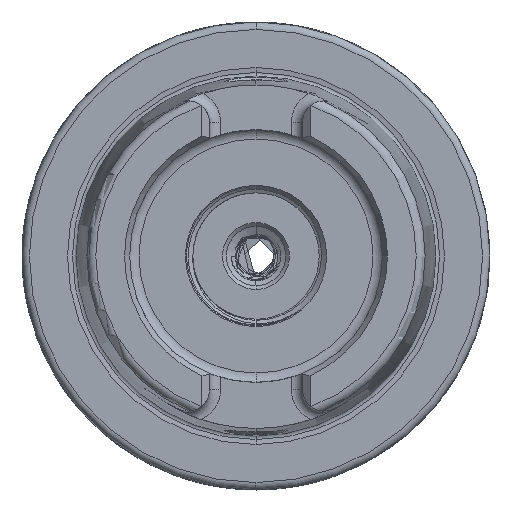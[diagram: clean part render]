
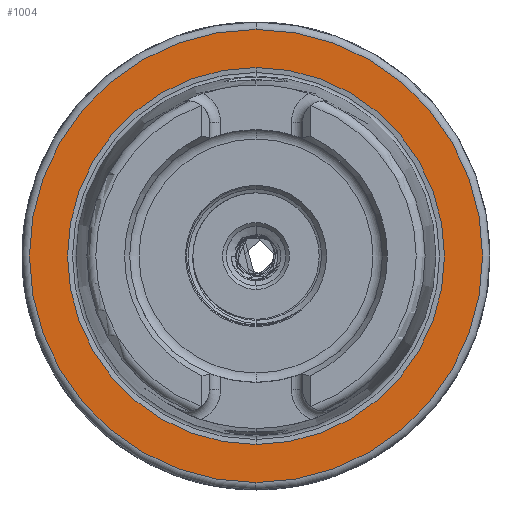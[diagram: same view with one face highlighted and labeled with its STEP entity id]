
A CAD part, left-side view. The second image highlights one B-rep face of the part: STEP entity #1004.
In plain terms, the highlighted planar face has unit normal (-1, 0, 0).
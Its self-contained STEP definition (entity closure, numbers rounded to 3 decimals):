
#1004 = ADVANCED_FACE ( 'NONE', ( #5701, #5733 ), #3640, .T. ) ;
#3613 = DIRECTION ( 'NONE',  ( 0., 0., 1. ) ) ;
#3629 = DIRECTION ( 'NONE',  ( -1., 0., 0. ) ) ;
#3631 = CARTESIAN_POINT ( 'NONE',  ( 0., 25.369, 0. ) ) ;
#3640 = PLANE ( 'NONE',  #11001 ) ;
#3851 = AXIS2_PLACEMENT_3D ( 'NONE', #16173, #16202, #16180 ) ;
#3853 = AXIS2_PLACEMENT_3D ( 'NONE', #16135, #16145, #16134 ) ;
#3991 = AXIS2_PLACEMENT_3D ( 'NONE', #8959, #8966, #8947 ) ;
#4000 = AXIS2_PLACEMENT_3D ( 'NONE', #9869, #9870, #9872 ) ;
#5701 = FACE_OUTER_BOUND ( 'NONE', #19130, .T. ) ;
#5733 = FACE_BOUND ( 'NONE', #18943, .T. ) ;
#5874 = CIRCLE ( 'NONE', #3853, 30.5 ) ;
#5881 = CIRCLE ( 'NONE', #3851, 25.369 ) ;
#6318 = CIRCLE ( 'NONE', #3991, 30.5 ) ;
#6357 = CIRCLE ( 'NONE', #4000, 25.369 ) ;
#7252 = EDGE_CURVE ( 'NONE', #18060, #18056, #5874, .T. ) ;
#7262 = EDGE_CURVE ( 'NONE', #18009, #18046, #5881, .T. ) ;
#8947 = DIRECTION ( 'NONE',  ( 0., 0., 1. ) ) ;
#8959 = CARTESIAN_POINT ( 'NONE',  ( 0., 0., 0. ) ) ;
#8966 = DIRECTION ( 'NONE',  ( -1., 0., 0. ) ) ;
#9869 = CARTESIAN_POINT ( 'NONE',  ( 0., 0., 0. ) ) ;
#9870 = DIRECTION ( 'NONE',  ( 1., 0., 0. ) ) ;
#9872 = DIRECTION ( 'NONE',  ( 0., 0., -1. ) ) ;
#10629 = CARTESIAN_POINT ( 'NONE',  ( 0., 0., 25.369 ) ) ;
#10660 = CARTESIAN_POINT ( 'NONE',  ( 0., 0., 30.5 ) ) ;
#10677 = CARTESIAN_POINT ( 'NONE',  ( 0., 0., -30.5 ) ) ;
#10684 = CARTESIAN_POINT ( 'NONE',  ( 0., 0., -25.369 ) ) ;
#11001 = AXIS2_PLACEMENT_3D ( 'NONE', #3631, #3629, #3613 ) ;
#11091 = EDGE_CURVE ( 'NONE', #18046, #18009, #6357, .T. ) ;
#11114 = EDGE_CURVE ( 'NONE', #18056, #18060, #6318, .T. ) ;
#15593 = ORIENTED_EDGE ( 'NONE', *, *, #7252, .T. ) ;
#15616 = ORIENTED_EDGE ( 'NONE', *, *, #11114, .T. ) ;
#15635 = ORIENTED_EDGE ( 'NONE', *, *, #7262, .T. ) ;
#15659 = ORIENTED_EDGE ( 'NONE', *, *, #11091, .T. ) ;
#16134 = DIRECTION ( 'NONE',  ( 0., 0., 1. ) ) ;
#16135 = CARTESIAN_POINT ( 'NONE',  ( 0., 0., 0. ) ) ;
#16145 = DIRECTION ( 'NONE',  ( -1., 0., 0. ) ) ;
#16173 = CARTESIAN_POINT ( 'NONE',  ( 0., 0., 0. ) ) ;
#16180 = DIRECTION ( 'NONE',  ( 0., 0., -1. ) ) ;
#16202 = DIRECTION ( 'NONE',  ( 1., 0., 0. ) ) ;
#18009 = VERTEX_POINT ( 'NONE', #10629 ) ;
#18046 = VERTEX_POINT ( 'NONE', #10684 ) ;
#18056 = VERTEX_POINT ( 'NONE', #10677 ) ;
#18060 = VERTEX_POINT ( 'NONE', #10660 ) ;
#18943 = EDGE_LOOP ( 'NONE', ( #15635, #15659 ) ) ;
#19130 = EDGE_LOOP ( 'NONE', ( #15593, #15616 ) ) ;
